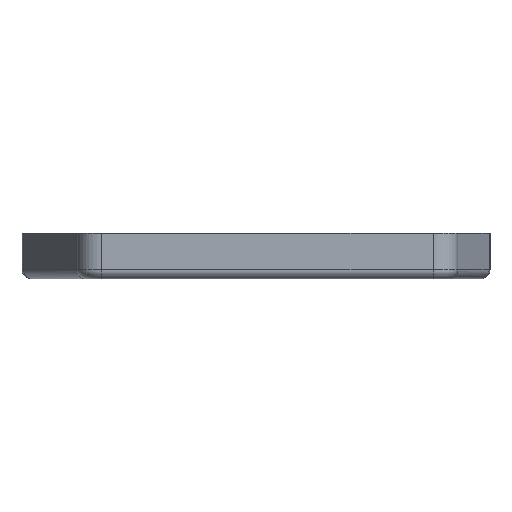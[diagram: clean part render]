
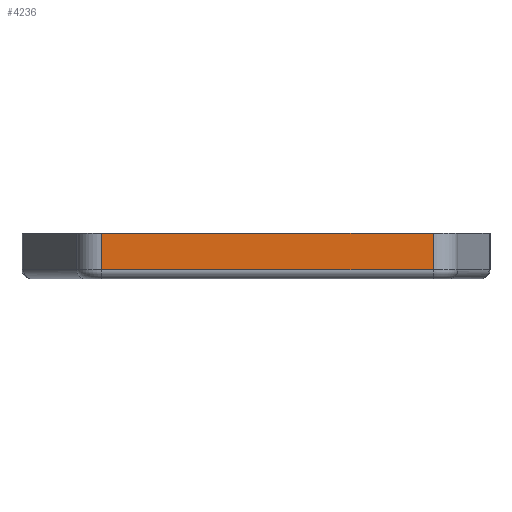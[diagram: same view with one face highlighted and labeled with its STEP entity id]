
A CAD part, front view. The second image highlights one B-rep face of the part: STEP entity #4236.
In plain terms, the highlighted planar face has unit normal (0, -1, 0).
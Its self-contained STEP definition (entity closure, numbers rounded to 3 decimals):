
#2683=CARTESIAN_POINT('',(-33.75,-62.15,5.015));
#2684=VERTEX_POINT('',#2683);
#2692=CARTESIAN_POINT('',(38.719,-62.15,5.015));
#2693=VERTEX_POINT('',#2692);
#2694=CARTESIAN_POINT('',(-33.75,-62.15,5.015));
#2695=DIRECTION('',(1.,0.,0.));
#2696=VECTOR('',#2695,72.469);
#2697=LINE('',#2694,#2696);
#2698=EDGE_CURVE('',#2684,#2693,#2697,.T.);
#3563=CARTESIAN_POINT('',(-33.75,-62.15,-2.985));
#3564=VERTEX_POINT('',#3563);
#3657=CARTESIAN_POINT('',(38.719,-62.15,-2.985));
#3658=VERTEX_POINT('',#3657);
#3687=CARTESIAN_POINT('',(38.719,-62.15,-2.985));
#3688=DIRECTION('',(-1.,-0.,-0.));
#3689=VECTOR('',#3688,72.469);
#3690=LINE('',#3687,#3689);
#3691=EDGE_CURVE('',#3658,#3564,#3690,.T.);
#4211=CARTESIAN_POINT('',(38.719,-62.15,-2.985));
#4212=DIRECTION('',(0.,-0.,1.));
#4213=VECTOR('',#4212,8.);
#4214=LINE('',#4211,#4213);
#4215=EDGE_CURVE('',#3658,#2693,#4214,.T.);
#4220=CARTESIAN_POINT('',(-33.75,-62.15,-4.985));
#4221=DIRECTION('',(0.,-1.,-0.));
#4222=DIRECTION('',(1.,0.,0.));
#4223=AXIS2_PLACEMENT_3D('',#4220,#4221,#4222);
#4224=PLANE('',#4223);
#4225=CARTESIAN_POINT('',(-33.75,-62.15,-2.985));
#4226=DIRECTION('',(0.,-0.,1.));
#4227=VECTOR('',#4226,8.);
#4228=LINE('',#4225,#4227);
#4229=EDGE_CURVE('',#3564,#2684,#4228,.T.);
#4230=ORIENTED_EDGE('',*,*,#4229,.F.);
#4231=ORIENTED_EDGE('',*,*,#3691,.F.);
#4232=ORIENTED_EDGE('',*,*,#4215,.T.);
#4233=ORIENTED_EDGE('',*,*,#2698,.F.);
#4234=EDGE_LOOP('',(#4230,#4231,#4232,#4233));
#4235=FACE_BOUND('',#4234,.T.);
#4236=ADVANCED_FACE('',(#4235),#4224,.T.);
